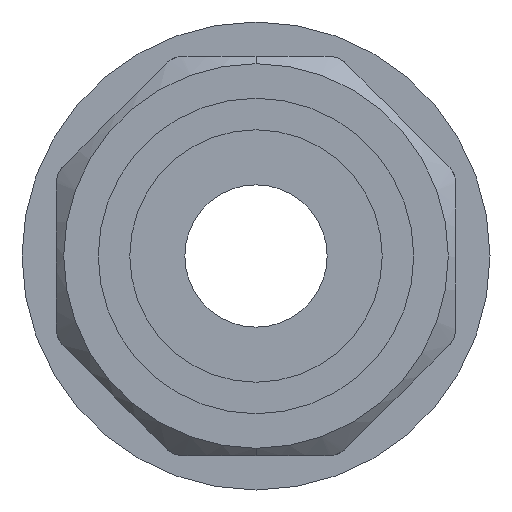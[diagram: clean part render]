
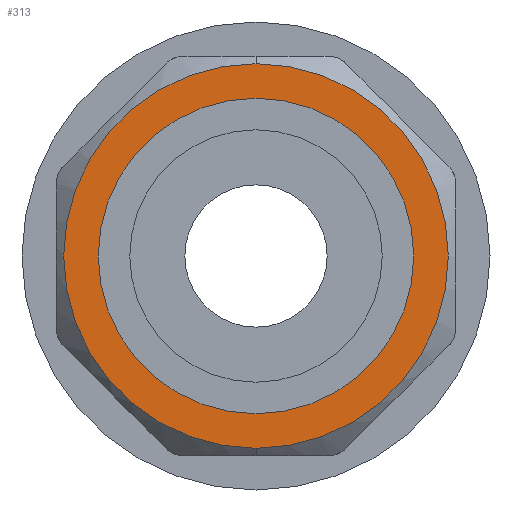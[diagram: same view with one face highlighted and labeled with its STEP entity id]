
A CAD part, front view. The second image highlights one B-rep face of the part: STEP entity #313.
In plain terms, the highlighted planar face has unit normal (0, -1, 0).
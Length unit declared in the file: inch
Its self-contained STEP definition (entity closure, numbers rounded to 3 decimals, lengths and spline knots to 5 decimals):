
#185 = EDGE_CURVE ( 'NONE', #381, #186, #1603, .T. ) ;
#186 = VERTEX_POINT ( 'NONE', #1598 ) ;
#297 = EDGE_LOOP ( 'NONE', ( #348, #350 ) ) ;
#313 = ADVANCED_FACE ( 'NONE', ( #1917, #1939 ), #1972, .T. ) ;
#348 = ORIENTED_EDGE ( 'NONE', *, *, #349, .F. ) ;
#349 = EDGE_CURVE ( 'NONE', #186, #381, #1999, .T. ) ;
#350 = ORIENTED_EDGE ( 'NONE', *, *, #185, .F. ) ;
#351 = EDGE_LOOP ( 'NONE', ( #352, #353 ) ) ;
#352 = ORIENTED_EDGE ( 'NONE', *, *, #390, .F. ) ;
#353 = ORIENTED_EDGE ( 'NONE', *, *, #413, .F. ) ;
#381 = VERTEX_POINT ( 'NONE', #2001 ) ;
#390 = EDGE_CURVE ( 'NONE', #391, #392, #1927, .T. ) ;
#391 = VERTEX_POINT ( 'NONE', #1948 ) ;
#392 = VERTEX_POINT ( 'NONE', #1947 ) ;
#413 = EDGE_CURVE ( 'NONE', #392, #391, #1984, .T. ) ;
#1598 = CARTESIAN_POINT ( 'NONE',  ( 0., 0., -0.34375 ) ) ;
#1599 = DIRECTION ( 'NONE',  ( 0., 0., -1. ) ) ;
#1600 = DIRECTION ( 'NONE',  ( 0., -1., 0. ) ) ;
#1601 = CARTESIAN_POINT ( 'NONE',  ( 0., 0., 0. ) ) ;
#1602 = AXIS2_PLACEMENT_3D ( 'NONE', #1601, #1600, #1599 ) ;
#1603 = CIRCLE ( 'NONE', #1602, 0.34375 ) ;
#1903 = DIRECTION ( 'NONE',  ( 0., 0., -1. ) ) ;
#1907 = DIRECTION ( 'NONE',  ( 0., -1., 0. ) ) ;
#1917 = FACE_BOUND ( 'NONE', #297, .T. ) ;
#1918 = CARTESIAN_POINT ( 'NONE',  ( -0.275, 0., 0. ) ) ;
#1927 = CIRCLE ( 'NONE', #1952, 0.419 ) ;
#1939 = FACE_OUTER_BOUND ( 'NONE', #351, .T. ) ;
#1947 = CARTESIAN_POINT ( 'NONE',  ( 0., 0., -0.419 ) ) ;
#1948 = CARTESIAN_POINT ( 'NONE',  ( 0., 0., 0.419 ) ) ;
#1949 = DIRECTION ( 'NONE',  ( 0., 0., 1. ) ) ;
#1950 = DIRECTION ( 'NONE',  ( 0., 1., 0. ) ) ;
#1951 = CARTESIAN_POINT ( 'NONE',  ( 0., 0., 0. ) ) ;
#1952 = AXIS2_PLACEMENT_3D ( 'NONE', #1951, #1950, #1949 ) ;
#1972 = PLANE ( 'NONE',  #1995 ) ;
#1980 = DIRECTION ( 'NONE',  ( 0., 0., 1. ) ) ;
#1981 = DIRECTION ( 'NONE',  ( 0., 1., 0. ) ) ;
#1982 = CARTESIAN_POINT ( 'NONE',  ( 0., 0., 0. ) ) ;
#1983 = AXIS2_PLACEMENT_3D ( 'NONE', #1982, #1981, #1980 ) ;
#1984 = CIRCLE ( 'NONE', #1983, 0.419 ) ;
#1994 = DIRECTION ( 'NONE',  ( 0., 0., -1. ) ) ;
#1995 = AXIS2_PLACEMENT_3D ( 'NONE', #1918, #1907, #1994 ) ;
#1996 = DIRECTION ( 'NONE',  ( 0., -1., 0. ) ) ;
#1997 = CARTESIAN_POINT ( 'NONE',  ( 0., 0., 0. ) ) ;
#1998 = AXIS2_PLACEMENT_3D ( 'NONE', #1997, #1996, #1903 ) ;
#1999 = CIRCLE ( 'NONE', #1998, 0.34375 ) ;
#2001 = CARTESIAN_POINT ( 'NONE',  ( 0., 0., 0.34375 ) ) ;
